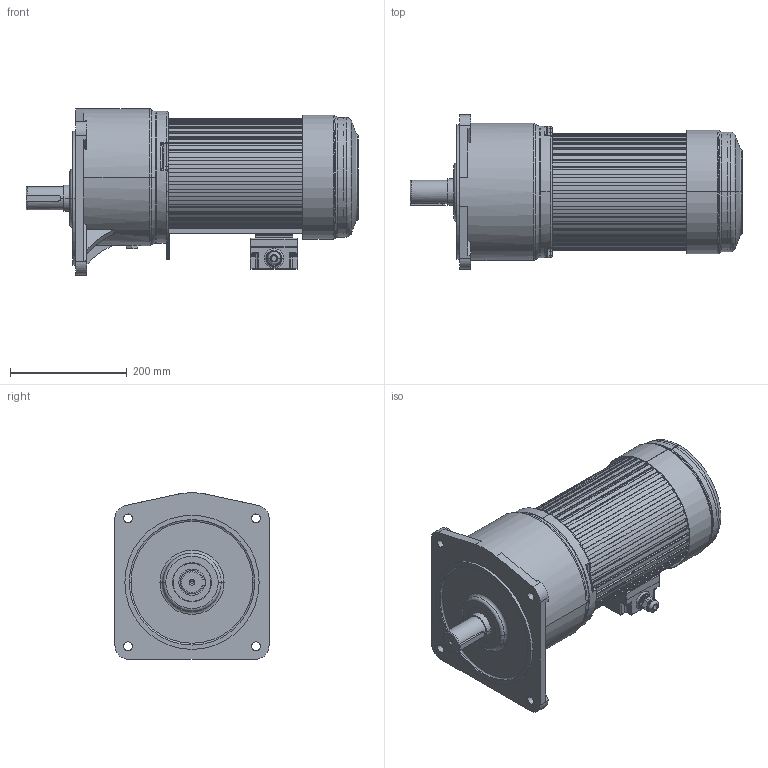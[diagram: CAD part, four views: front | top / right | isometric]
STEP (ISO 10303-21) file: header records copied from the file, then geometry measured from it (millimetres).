
FILE_DESCRIPTION((''),'2;1');
FILE_NAME('V40_ASM','2022-04-13T',('AdminUser'),(''),'PRO/ENGINEER BY PARAMETRIC TECHNOLOGY CORPORATION, 2007170','PRO/ENGINEER BY PARAMETRIC TECHNOLOGY CORPORATION, 2007170','');
FILE_SCHEMA(('CONFIG_CONTROL_DESIGN'));
Length unit declared in the file: millimetre
Products named in the file (6): V40G; G400; 3700WJIKE; 2200W; 8280-2022; V40_ASM
Assembly tree (5 placements, depth 2):
  V40_ASM
    V40G
    G400
    3700WJIKE
    2200W
    8280-2022
Bounding box: 569 x 264.1 x 285.5 mm (x, y, z)
Volume: 4055662.3 mm3; surface area: 1185611 mm2
Topology: 6 solids, 10 shells, 1811 faces, 4556 edges, 2815 vertices
Faces by surface type: plane 695, cylinder 689, torus 231, bspline 160, sphere 28, cone 8
Entity records: 60177 total; most frequent: CARTESIAN_POINT 16061, DIRECTION 9504, ORIENTED_EDGE 9112, EDGE_CURVE 4556, AXIS2_PLACEMENT_3D 3570, VERTEX_POINT 2815, VECTOR 2364, LINE 2364
